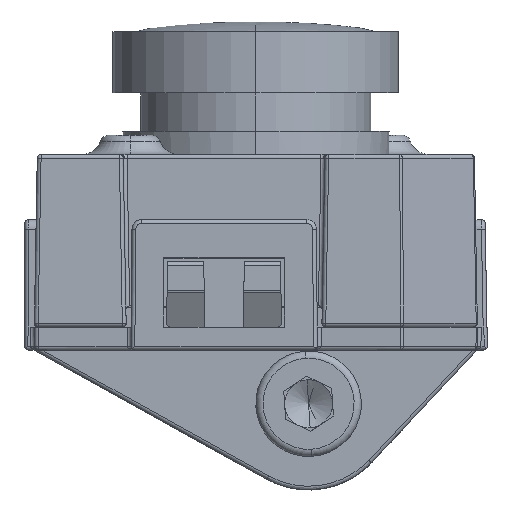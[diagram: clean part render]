
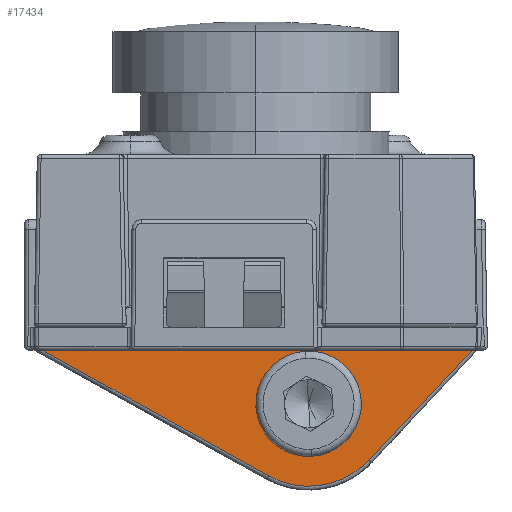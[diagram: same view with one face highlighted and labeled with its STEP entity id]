
A CAD part, left-side view. The second image highlights one B-rep face of the part: STEP entity #17434.
In plain terms, the highlighted planar face has unit normal (-1, 0, -0.009).
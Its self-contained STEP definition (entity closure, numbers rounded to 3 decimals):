
#100 = CARTESIAN_POINT ( 'NONE',  ( 0.215, -21.35, 0. ) ) ;
#240 = LINE ( 'NONE', #21317, #22318 ) ;
#300 = VECTOR ( 'NONE', #21179, 1000. ) ;
#368 = CARTESIAN_POINT ( 'NONE',  ( 0.278, -11.15, -7.2 ) ) ;
#426 = LINE ( 'NONE', #710, #25060 ) ;
#526 = FACE_BOUND ( 'NONE', #23855, .T. ) ;
#710 = CARTESIAN_POINT ( 'NONE',  ( 0.17, 0., 5.2 ) ) ;
#1053 = CARTESIAN_POINT ( 'NONE',  ( 0.15, -15.5, 7.501 ) ) ;
#1651 = DIRECTION ( 'NONE',  ( 0., 1., 0. ) ) ;
#2001 = CARTESIAN_POINT ( 'NONE',  ( 0.154, -20.154, 7.004 ) ) ;
#2702 = CARTESIAN_POINT ( 'NONE',  ( 0.278, -14.35, -7.2 ) ) ;
#2813 = DIRECTION ( 'NONE',  ( 0., 1., 0. ) ) ;
#3144 = CARTESIAN_POINT ( 'NONE',  ( 0.215, -21.35, -0.003 ) ) ;
#3305 = EDGE_CURVE ( 'NONE', #12030, #8096, #10125, .T. ) ;
#3388 = VERTEX_POINT ( 'NONE', #100 ) ;
#3508 = VECTOR ( 'NONE', #7000, 1000. ) ;
#3880 = CARTESIAN_POINT ( 'NONE',  ( 0.25, -11.15, -4. ) ) ;
#4003 = ORIENTED_EDGE ( 'NONE', *, *, #7441, .T. ) ;
#4160 = DIRECTION ( 'NONE',  ( 0., 1., 0. ) ) ;
#4466 = EDGE_CURVE ( 'NONE', #24787, #26428, #22044, .T. ) ;
#4723 = VECTOR ( 'NONE', #2813, 1000. ) ;
#4812 =( BOUNDED_CURVE ( )  B_SPLINE_CURVE ( 3, ( #25955, #7069, #15441, #3880 ),
 .UNSPECIFIED., .F., .T. ) 
 B_SPLINE_CURVE_WITH_KNOTS ( ( 4, 4 ),
 ( 4.712, 7.854 ),
 .UNSPECIFIED. ) 
 CURVE ( )  GEOMETRIC_REPRESENTATION_ITEM ( )  RATIONAL_B_SPLINE_CURVE ( ( 1., 0.333, 0.333, 1. ) ) 
 REPRESENTATION_ITEM ( '' )  );
#4883 = LINE ( 'NONE', #13259, #4723 ) ;
#4960 = EDGE_CURVE ( 'NONE', #26428, #24787, #4812, .T. ) ;
#5297 = ORIENTED_EDGE ( 'NONE', *, *, #21159, .T. ) ;
#5500 = LINE ( 'NONE', #16471, #5600 ) ;
#5546 = EDGE_LOOP ( 'NONE', ( #18296, #19885, #6335, #18277, #9879, #13057, #17491, #14908, #6823, #16665, #16197, #14852, #5297, #4003 ) ) ;
#5600 = VECTOR ( 'NONE', #18410, 1000. ) ;
#5663 = EDGE_CURVE ( 'NONE', #16440, #18031, #9330, .T. ) ;
#5800 = VERTEX_POINT ( 'NONE', #6433 ) ;
#6335 = ORIENTED_EDGE ( 'NONE', *, *, #18995, .F. ) ;
#6433 = CARTESIAN_POINT ( 'NONE',  ( 0.215, -20.215, 0. ) ) ;
#6482 = EDGE_CURVE ( 'NONE', #26848, #11275, #27014, .T. ) ;
#6757 = EDGE_CURVE ( 'NONE', #8481, #12030, #5500, .T. ) ;
#6794 = CARTESIAN_POINT ( 'NONE',  ( 0.212, 3.964, 0.369 ) ) ;
#6823 = ORIENTED_EDGE ( 'NONE', *, *, #3305, .T. ) ;
#6862 = CARTESIAN_POINT ( 'NONE',  ( 0.15, 0., 7.5 ) ) ;
#6914 = EDGE_CURVE ( 'NONE', #12257, #26848, #25196, .T. ) ;
#6973 = EDGE_CURVE ( 'NONE', #15688, #5800, #240, .T. ) ;
#7000 = DIRECTION ( 'NONE',  ( -0.009, 0.017, 1. ) ) ;
#7069 = CARTESIAN_POINT ( 'NONE',  ( 0.222, -14.35, -0.8 ) ) ;
#7180 = DIRECTION ( 'NONE',  ( 0., -1., 0. ) ) ;
#7288 = VECTOR ( 'NONE', #13595, 1000. ) ;
#7441 = EDGE_CURVE ( 'NONE', #3388, #5800, #4883, .T. ) ;
#7646 = LINE ( 'NONE', #1053, #17470 ) ;
#8096 = VERTEX_POINT ( 'NONE', #14315 ) ;
#8337 = ORIENTED_EDGE ( 'NONE', *, *, #4960, .F. ) ;
#8481 = VERTEX_POINT ( 'NONE', #17174 ) ;
#9310 = VECTOR ( 'NONE', #15164, 1000. ) ;
#9330 = LINE ( 'NONE', #17727, #7288 ) ;
#9803 = EDGE_CURVE ( 'NONE', #19345, #16440, #11287, .T. ) ;
#9879 = ORIENTED_EDGE ( 'NONE', *, *, #6914, .T. ) ;
#10125 = LINE ( 'NONE', #27111, #14626 ) ;
#10311 = AXIS2_PLACEMENT_3D ( 'NONE', #6862, #15232, #23677 ) ;
#11275 = VERTEX_POINT ( 'NONE', #20332 ) ;
#11287 =( BOUNDED_CURVE ( )  B_SPLINE_CURVE ( 3, ( #24013, #21809, #25683, #15020 ),
 .UNSPECIFIED., .F., .T. ) 
 B_SPLINE_CURVE_WITH_KNOTS ( ( 4, 4 ),
 ( 2.634, 3.959 ),
 .UNSPECIFIED. ) 
 CURVE ( )  GEOMETRIC_REPRESENTATION_ITEM ( )  RATIONAL_B_SPLINE_CURVE ( ( 1., 0.859, 0.859, 1. ) ) 
 REPRESENTATION_ITEM ( '' )  );
#11448 = CARTESIAN_POINT ( 'NONE',  ( 0.283, -10.661, -7.76 ) ) ;
#11487 = DIRECTION ( 'NONE',  ( -0.009, -0.009, 1. ) ) ;
#12030 = VERTEX_POINT ( 'NONE', #25502 ) ;
#12095 = CARTESIAN_POINT ( 'NONE',  ( 0.154, 0., 7.004 ) ) ;
#12257 = VERTEX_POINT ( 'NONE', #13041 ) ;
#12291 = LINE ( 'NONE', #20722, #20549 ) ;
#13041 = CARTESIAN_POINT ( 'NONE',  ( 0.17, -14.02, 5.2 ) ) ;
#13057 = ORIENTED_EDGE ( 'NONE', *, *, #6482, .T. ) ;
#13230 = EDGE_CURVE ( 'NONE', #8096, #19345, #19320, .T. ) ;
#13259 = CARTESIAN_POINT ( 'NONE',  ( 0.215, 0., 0. ) ) ;
#13595 = DIRECTION ( 'NONE',  ( -0.006, -0.684, 0.729 ) ) ;
#14315 = CARTESIAN_POINT ( 'NONE',  ( 0.225, 1.369, -1.074 ) ) ;
#14590 = LINE ( 'NONE', #17210, #21910 ) ;
#14598 = ORIENTED_EDGE ( 'NONE', *, *, #4466, .F. ) ;
#14626 = VECTOR ( 'NONE', #26980, 1000. ) ;
#14852 = ORIENTED_EDGE ( 'NONE', *, *, #5663, .T. ) ;
#14908 = ORIENTED_EDGE ( 'NONE', *, *, #6757, .T. ) ;
#15002 = VERTEX_POINT ( 'NONE', #24220 ) ;
#15020 = CARTESIAN_POINT ( 'NONE',  ( 0.276, -15.885, -6.945 ) ) ;
#15082 = DIRECTION ( 'NONE',  ( 0.009, -0.009, -1. ) ) ;
#15164 = DIRECTION ( 'NONE',  ( 0.004, -0.874, -0.486 ) ) ;
#15232 = DIRECTION ( 'NONE',  ( -1., 0., -0.009 ) ) ;
#15441 = CARTESIAN_POINT ( 'NONE',  ( 0.222, -11.15, -0.8 ) ) ;
#15688 = VERTEX_POINT ( 'NONE', #2001 ) ;
#16197 = ORIENTED_EDGE ( 'NONE', *, *, #9803, .T. ) ;
#16285 = DIRECTION ( 'NONE',  ( 0.009, 0.009, -1. ) ) ;
#16440 = VERTEX_POINT ( 'NONE', #18982 ) ;
#16471 = CARTESIAN_POINT ( 'NONE',  ( 0.176, 0., 4.5 ) ) ;
#16665 = ORIENTED_EDGE ( 'NONE', *, *, #13230, .T. ) ;
#17174 = CARTESIAN_POINT ( 'NONE',  ( 0.176, 0.176, 4.5 ) ) ;
#17210 = CARTESIAN_POINT ( 'NONE',  ( 0.154, 0., 7.004 ) ) ;
#17309 = PLANE ( 'NONE',  #10311 ) ;
#17434 = ADVANCED_FACE ( 'NONE', ( #21468, #526 ), #17309, .T. ) ;
#17470 = VECTOR ( 'NONE', #11487, 1000. ) ;
#17491 = ORIENTED_EDGE ( 'NONE', *, *, #19154, .T. ) ;
#17727 = CARTESIAN_POINT ( 'NONE',  ( 0.278, -15.653, -7.192 ) ) ;
#18031 = VERTEX_POINT ( 'NONE', #27071 ) ;
#18277 = ORIENTED_EDGE ( 'NONE', *, *, #20548, .F. ) ;
#18296 = ORIENTED_EDGE ( 'NONE', *, *, #6973, .F. ) ;
#18410 = DIRECTION ( 'NONE',  ( 0., 1., 0. ) ) ;
#18982 = CARTESIAN_POINT ( 'NONE',  ( 0.276, -15.885, -6.945 ) ) ;
#18995 = EDGE_CURVE ( 'NONE', #21032, #15002, #7646, .T. ) ;
#19154 = EDGE_CURVE ( 'NONE', #11275, #8481, #12291, .T. ) ;
#19232 = CARTESIAN_POINT ( 'NONE',  ( 0.25, -11.15, -4. ) ) ;
#19320 = LINE ( 'NONE', #6794, #9310 ) ;
#19345 = VERTEX_POINT ( 'NONE', #11448 ) ;
#19361 = CARTESIAN_POINT ( 'NONE',  ( 0.154, -14.004, 7.004 ) ) ;
#19577 = EDGE_CURVE ( 'NONE', #15688, #15002, #14590, .T. ) ;
#19885 = ORIENTED_EDGE ( 'NONE', *, *, #19577, .T. ) ;
#20332 = CARTESIAN_POINT ( 'NONE',  ( 0.154, 0.154, 7.004 ) ) ;
#20548 = EDGE_CURVE ( 'NONE', #12257, #21032, #426, .T. ) ;
#20549 = VECTOR ( 'NONE', #16285, 1000. ) ;
#20722 = CARTESIAN_POINT ( 'NONE',  ( 0.15, 0.15, 7.501 ) ) ;
#20828 = CARTESIAN_POINT ( 'NONE',  ( 0.17, -15.48, 5.2 ) ) ;
#21032 = VERTEX_POINT ( 'NONE', #20828 ) ;
#21159 = EDGE_CURVE ( 'NONE', #18031, #3388, #21896, .T. ) ;
#21179 = DIRECTION ( 'NONE',  ( -0.009, 0.009, 1. ) ) ;
#21317 = CARTESIAN_POINT ( 'NONE',  ( 0.148, -20.148, 7.676 ) ) ;
#21404 = VECTOR ( 'NONE', #1651, 1000. ) ;
#21468 = FACE_OUTER_BOUND ( 'NONE', #5546, .T. ) ;
#21809 = CARTESIAN_POINT ( 'NONE',  ( 0.292, -12.454, -8.757 ) ) ;
#21896 = LINE ( 'NONE', #3144, #3508 ) ;
#21910 = VECTOR ( 'NONE', #4160, 1000. ) ;
#22044 =( BOUNDED_CURVE ( )  B_SPLINE_CURVE ( 3, ( #19232, #368, #2702, #25329 ),
 .UNSPECIFIED., .F., .T. ) 
 B_SPLINE_CURVE_WITH_KNOTS ( ( 4, 4 ),
 ( 1.571, 4.712 ),
 .UNSPECIFIED. ) 
 CURVE ( )  GEOMETRIC_REPRESENTATION_ITEM ( )  RATIONAL_B_SPLINE_CURVE ( ( 1., 0.333, 0.333, 1. ) ) 
 REPRESENTATION_ITEM ( '' )  );
#22318 = VECTOR ( 'NONE', #15082, 1000. ) ;
#23535 = CARTESIAN_POINT ( 'NONE',  ( 0.25, -11.15, -4. ) ) ;
#23677 = DIRECTION ( 'NONE',  ( -0.009, 0., 1. ) ) ;
#23855 = EDGE_LOOP ( 'NONE', ( #8337, #14598 ) ) ;
#24013 = CARTESIAN_POINT ( 'NONE',  ( 0.283, -10.661, -7.76 ) ) ;
#24220 = CARTESIAN_POINT ( 'NONE',  ( 0.154, -15.496, 7.004 ) ) ;
#24787 = VERTEX_POINT ( 'NONE', #23535 ) ;
#25060 = VECTOR ( 'NONE', #7180, 1000. ) ;
#25196 = LINE ( 'NONE', #25602, #300 ) ;
#25329 = CARTESIAN_POINT ( 'NONE',  ( 0.25, -14.35, -4. ) ) ;
#25502 = CARTESIAN_POINT ( 'NONE',  ( 0.176, 1.271, 4.5 ) ) ;
#25602 = CARTESIAN_POINT ( 'NONE',  ( 0.149, -13.999, 7.622 ) ) ;
#25683 = CARTESIAN_POINT ( 'NONE',  ( 0.289, -14.481, -8.44 ) ) ;
#25955 = CARTESIAN_POINT ( 'NONE',  ( 0.25, -14.35, -4. ) ) ;
#26226 = CARTESIAN_POINT ( 'NONE',  ( 0.25, -14.35, -4. ) ) ;
#26428 = VERTEX_POINT ( 'NONE', #26226 ) ;
#26848 = VERTEX_POINT ( 'NONE', #19361 ) ;
#26980 = DIRECTION ( 'NONE',  ( 0.009, 0.017, -1. ) ) ;
#27014 = LINE ( 'NONE', #12095, #21404 ) ;
#27071 = CARTESIAN_POINT ( 'NONE',  ( 0.225, -21.369, -1.102 ) ) ;
#27111 = CARTESIAN_POINT ( 'NONE',  ( 0.224, 1.367, -0.967 ) ) ;
